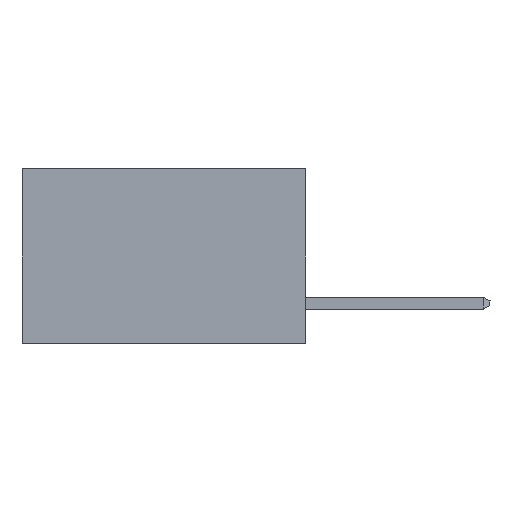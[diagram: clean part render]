
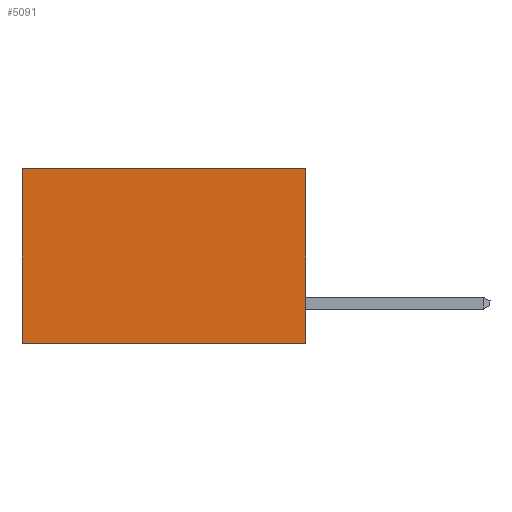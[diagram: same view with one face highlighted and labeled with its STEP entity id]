
A CAD part, left-side view. The second image highlights one B-rep face of the part: STEP entity #5091.
In plain terms, the highlighted planar face has unit normal (-1, 0, 0).
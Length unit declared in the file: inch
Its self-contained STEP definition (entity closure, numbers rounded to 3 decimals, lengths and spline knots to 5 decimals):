
#37 = VECTOR ( 'NONE', #5897, 39.37008 ) ;
#79 = PLANE ( 'NONE',  #1121 ) ;
#184 = DIRECTION ( 'NONE',  ( 0., 0., -1. ) ) ;
#559 = DIRECTION ( 'NONE',  ( 0., 0., -1. ) ) ;
#1038 = CARTESIAN_POINT ( 'NONE',  ( 0.2615, 0., -0.37 ) ) ;
#1121 = AXIS2_PLACEMENT_3D ( 'NONE', #5328, #6501, #2323 ) ;
#1403 = EDGE_CURVE ( 'NONE', #6679, #10800, #4589, .T. ) ;
#1613 = CARTESIAN_POINT ( 'NONE',  ( 0.2615, 0.6, -0.37 ) ) ;
#1785 = VERTEX_POINT ( 'NONE', #2085 ) ;
#1844 = CARTESIAN_POINT ( 'NONE',  ( 0.2615, 0., 0. ) ) ;
#2085 = CARTESIAN_POINT ( 'NONE',  ( 0.2615, 0.6, 0. ) ) ;
#2323 = DIRECTION ( 'NONE',  ( 0., 0., -1. ) ) ;
#3305 = ORIENTED_EDGE ( 'NONE', *, *, #9858, .T. ) ;
#4537 = VECTOR ( 'NONE', #184, 39.37008 ) ;
#4589 = LINE ( 'NONE', #8011, #10106 ) ;
#4648 = ORIENTED_EDGE ( 'NONE', *, *, #8469, .F. ) ;
#5091 = ADVANCED_FACE ( 'NONE', ( #8355 ), #79, .F. ) ;
#5328 = CARTESIAN_POINT ( 'NONE',  ( 0.2615, 0., -0.37 ) ) ;
#5735 = LINE ( 'NONE', #1613, #8549 ) ;
#5897 = DIRECTION ( 'NONE',  ( 0., 1., 0. ) ) ;
#6501 = DIRECTION ( 'NONE',  ( 1., 0., 0. ) ) ;
#6554 = LINE ( 'NONE', #1038, #4537 ) ;
#6577 = EDGE_CURVE ( 'NONE', #1785, #10800, #5735, .T. ) ;
#6679 = VERTEX_POINT ( 'NONE', #7341 ) ;
#7213 = ORIENTED_EDGE ( 'NONE', *, *, #1403, .F. ) ;
#7341 = CARTESIAN_POINT ( 'NONE',  ( 0.2615, 0., -0.37 ) ) ;
#7708 = VERTEX_POINT ( 'NONE', #11744 ) ;
#7926 = LINE ( 'NONE', #1844, #37 ) ;
#8011 = CARTESIAN_POINT ( 'NONE',  ( 0.2615, 0., -0.37 ) ) ;
#8355 = FACE_OUTER_BOUND ( 'NONE', #10008, .T. ) ;
#8469 = EDGE_CURVE ( 'NONE', #7708, #6679, #6554, .T. ) ;
#8549 = VECTOR ( 'NONE', #559, 39.37008 ) ;
#8596 = CARTESIAN_POINT ( 'NONE',  ( 0.2615, 0.6, -0.37 ) ) ;
#9088 = DIRECTION ( 'NONE',  ( 0., 1., 0. ) ) ;
#9858 = EDGE_CURVE ( 'NONE', #7708, #1785, #7926, .T. ) ;
#10008 = EDGE_LOOP ( 'NONE', ( #12922, #7213, #4648, #3305 ) ) ;
#10106 = VECTOR ( 'NONE', #9088, 39.37008 ) ;
#10800 = VERTEX_POINT ( 'NONE', #8596 ) ;
#11744 = CARTESIAN_POINT ( 'NONE',  ( 0.2615, 0., 0. ) ) ;
#12922 = ORIENTED_EDGE ( 'NONE', *, *, #6577, .T. ) ;
